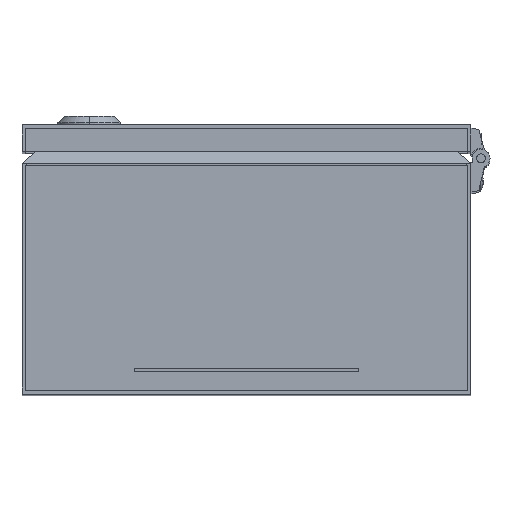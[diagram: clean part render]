
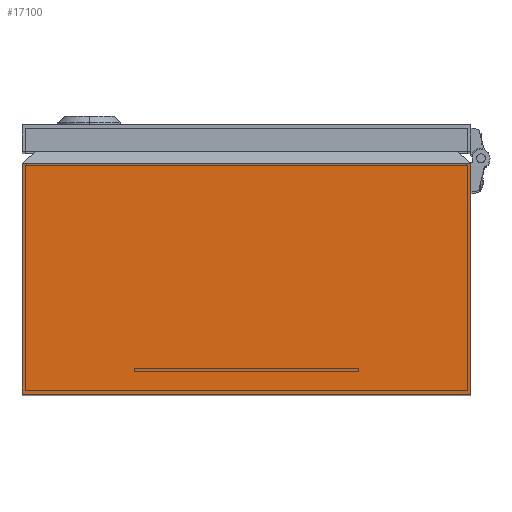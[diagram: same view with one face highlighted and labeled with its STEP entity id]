
A CAD part, top view. The second image highlights one B-rep face of the part: STEP entity #17100.
In plain terms, the highlighted planar face has unit normal (0, 0, 1).
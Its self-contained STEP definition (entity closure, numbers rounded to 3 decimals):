
#365 = ORIENTED_EDGE ( 'NONE', *, *, #24015, .F. ) ;
#875 = VECTOR ( 'NONE', #24135, 1000. ) ;
#1375 = PLANE ( 'NONE',  #12188 ) ;
#3116 = DIRECTION ( 'NONE',  ( 1., 0., 0. ) ) ;
#4791 = DIRECTION ( 'NONE',  ( 0., -1., 0. ) ) ;
#5215 = LINE ( 'NONE', #21981, #16268 ) ;
#6765 = CARTESIAN_POINT ( 'NONE',  ( 200., 102.64, 500. ) ) ;
#7082 = EDGE_CURVE ( 'NONE', #12285, #26332, #5215, .T. ) ;
#9311 = CARTESIAN_POINT ( 'NONE',  ( 200., 0., 500. ) ) ;
#9393 = LINE ( 'NONE', #17760, #875 ) ;
#10197 = CARTESIAN_POINT ( 'NONE',  ( 0., 0., 500. ) ) ;
#11351 = ORIENTED_EDGE ( 'NONE', *, *, #15471, .F. ) ;
#12188 = AXIS2_PLACEMENT_3D ( 'NONE', #15835, #19981, #26507 ) ;
#12285 = VERTEX_POINT ( 'NONE', #10197 ) ;
#12925 = LINE ( 'NONE', #9311, #25067 ) ;
#13020 = VERTEX_POINT ( 'NONE', #20528 ) ;
#15471 = EDGE_CURVE ( 'NONE', #19337, #26332, #12925, .T. ) ;
#15678 = ORIENTED_EDGE ( 'NONE', *, *, #7082, .T. ) ;
#15835 = CARTESIAN_POINT ( 'NONE',  ( 0., 0., 500. ) ) ;
#16268 = VECTOR ( 'NONE', #3116, 1000. ) ;
#17100 = ADVANCED_FACE ( 'NONE', ( #20259 ), #1375, .T. ) ;
#17760 = CARTESIAN_POINT ( 'NONE',  ( 0., 102.64, 500. ) ) ;
#18674 = VECTOR ( 'NONE', #22054, 1000. ) ;
#18688 = EDGE_LOOP ( 'NONE', ( #11351, #365, #19801, #15678 ) ) ;
#19337 = VERTEX_POINT ( 'NONE', #6765 ) ;
#19801 = ORIENTED_EDGE ( 'NONE', *, *, #26890, .T. ) ;
#19981 = DIRECTION ( 'NONE',  ( 0., 0., 1. ) ) ;
#20259 = FACE_OUTER_BOUND ( 'NONE', #18688, .T. ) ;
#20528 = CARTESIAN_POINT ( 'NONE',  ( 0., 102.64, 500. ) ) ;
#21981 = CARTESIAN_POINT ( 'NONE',  ( 0., 0., 500. ) ) ;
#22054 = DIRECTION ( 'NONE',  ( 0., -1., 0. ) ) ;
#22449 = CARTESIAN_POINT ( 'NONE',  ( 200., 0., 500. ) ) ;
#24015 = EDGE_CURVE ( 'NONE', #13020, #19337, #9393, .T. ) ;
#24135 = DIRECTION ( 'NONE',  ( 1., 0., 0. ) ) ;
#25067 = VECTOR ( 'NONE', #4791, 1000. ) ;
#26220 = CARTESIAN_POINT ( 'NONE',  ( 0., 0., 500. ) ) ;
#26332 = VERTEX_POINT ( 'NONE', #22449 ) ;
#26499 = LINE ( 'NONE', #26220, #18674 ) ;
#26507 = DIRECTION ( 'NONE',  ( 1., 0., 0. ) ) ;
#26890 = EDGE_CURVE ( 'NONE', #13020, #12285, #26499, .T. ) ;
